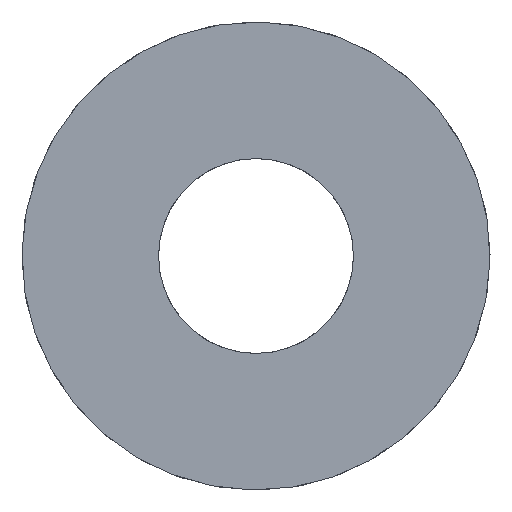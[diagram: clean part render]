
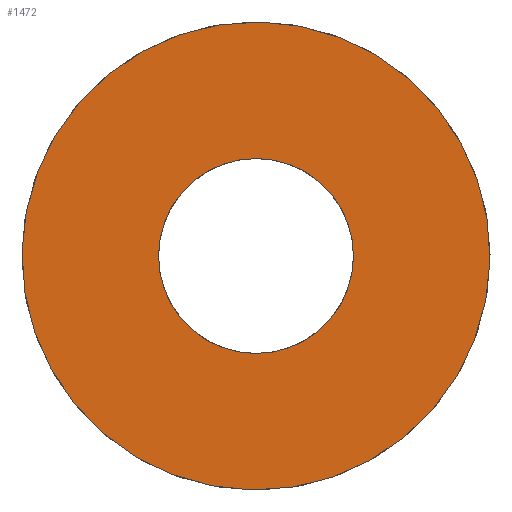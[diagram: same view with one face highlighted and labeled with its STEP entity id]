
A CAD part, front view. The second image highlights one B-rep face of the part: STEP entity #1472.
In plain terms, the highlighted face is planar.
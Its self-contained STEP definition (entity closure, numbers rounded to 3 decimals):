
#74 = EDGE_LOOP ( 'NONE', ( #637, #198 ) ) ;
#82 = VERTEX_POINT ( 'NONE', #1495 ) ;
#95 = DIRECTION ( 'NONE',  ( 0., 0., 1. ) ) ;
#125 = DIRECTION ( 'NONE',  ( 0., 0., 1. ) ) ;
#137 = CIRCLE ( 'NONE', #882, 2.5 ) ;
#144 = ORIENTED_EDGE ( 'NONE', *, *, #1344, .T. ) ;
#198 = ORIENTED_EDGE ( 'NONE', *, *, #583, .F. ) ;
#201 = VERTEX_POINT ( 'NONE', #377 ) ;
#251 = CARTESIAN_POINT ( 'NONE',  ( 0., 1.4, -2.5 ) ) ;
#306 = AXIS2_PLACEMENT_3D ( 'NONE', #457, #340, #95 ) ;
#340 = DIRECTION ( 'NONE',  ( 0., 1., 0. ) ) ;
#365 = CARTESIAN_POINT ( 'NONE',  ( 0., 1.4, 0. ) ) ;
#377 = CARTESIAN_POINT ( 'NONE',  ( 0., 1.4, 6. ) ) ;
#457 = CARTESIAN_POINT ( 'NONE',  ( 0., 1.4, 0. ) ) ;
#583 = EDGE_CURVE ( 'NONE', #705, #1589, #1707, .T. ) ;
#585 = AXIS2_PLACEMENT_3D ( 'NONE', #621, #783, #125 ) ;
#607 = EDGE_LOOP ( 'NONE', ( #759, #144 ) ) ;
#620 = CIRCLE ( 'NONE', #1237, 6. ) ;
#621 = CARTESIAN_POINT ( 'NONE',  ( 0., 1.4, 0. ) ) ;
#637 = ORIENTED_EDGE ( 'NONE', *, *, #1573, .F. ) ;
#690 = FACE_OUTER_BOUND ( 'NONE', #607, .T. ) ;
#705 = VERTEX_POINT ( 'NONE', #980 ) ;
#759 = ORIENTED_EDGE ( 'NONE', *, *, #1549, .T. ) ;
#768 = DIRECTION ( 'NONE',  ( 0., 1., 0. ) ) ;
#783 = DIRECTION ( 'NONE',  ( 0., 1., 0. ) ) ;
#882 = AXIS2_PLACEMENT_3D ( 'NONE', #365, #915, #1175 ) ;
#915 = DIRECTION ( 'NONE',  ( 0., 1., 0. ) ) ;
#977 = PLANE ( 'NONE',  #1055 ) ;
#980 = CARTESIAN_POINT ( 'NONE',  ( 0., 1.4, 2.5 ) ) ;
#1055 = AXIS2_PLACEMENT_3D ( 'NONE', #1135, #1251, #1668 ) ;
#1066 = CARTESIAN_POINT ( 'NONE',  ( 0., 1.4, 0. ) ) ;
#1120 = FACE_BOUND ( 'NONE', #74, .T. ) ;
#1135 = CARTESIAN_POINT ( 'NONE',  ( 0., 1.4, 0. ) ) ;
#1175 = DIRECTION ( 'NONE',  ( 0., 0., 1. ) ) ;
#1237 = AXIS2_PLACEMENT_3D ( 'NONE', #1066, #768, #1328 ) ;
#1251 = DIRECTION ( 'NONE',  ( 0., 1., 0. ) ) ;
#1328 = DIRECTION ( 'NONE',  ( 0., 0., 1. ) ) ;
#1344 = EDGE_CURVE ( 'NONE', #201, #82, #620, .T. ) ;
#1422 = CIRCLE ( 'NONE', #306, 6. ) ;
#1472 = ADVANCED_FACE ( 'NONE', ( #690, #1120 ), #977, .T. ) ;
#1495 = CARTESIAN_POINT ( 'NONE',  ( 0., 1.4, -6. ) ) ;
#1549 = EDGE_CURVE ( 'NONE', #82, #201, #1422, .T. ) ;
#1573 = EDGE_CURVE ( 'NONE', #1589, #705, #137, .T. ) ;
#1589 = VERTEX_POINT ( 'NONE', #251 ) ;
#1668 = DIRECTION ( 'NONE',  ( 0., 0., 1. ) ) ;
#1707 = CIRCLE ( 'NONE', #585, 2.5 ) ;
